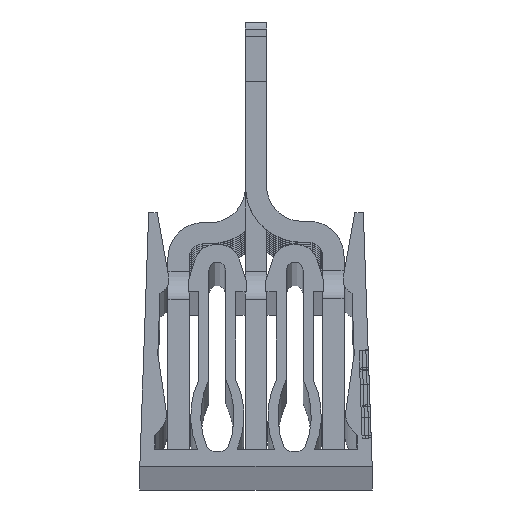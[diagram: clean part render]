
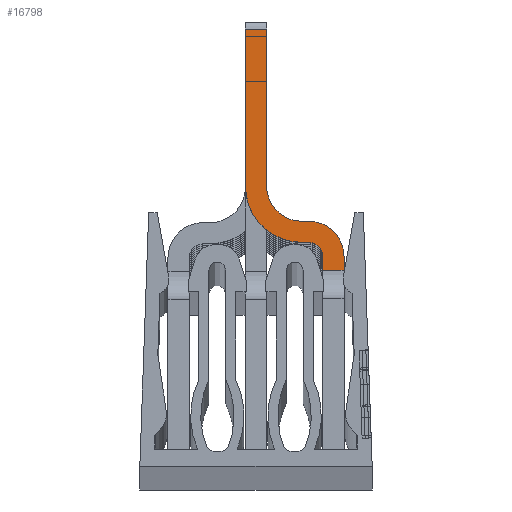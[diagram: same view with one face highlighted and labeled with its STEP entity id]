
A CAD part, top view. The second image highlights one B-rep face of the part: STEP entity #16798.
In plain terms, the highlighted planar face has unit normal (0, 0, 1).
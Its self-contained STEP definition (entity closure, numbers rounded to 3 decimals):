
#8471=DIRECTION('',(0.,1.,0.));
#8472=VECTOR('',#8471,0.993);
#8473=CARTESIAN_POINT('',(14.5,15.007,-2.));
#8474=LINE('',#8473,#8472);
#8981=DIRECTION('',(0.,-1.,0.));
#8982=VECTOR('',#8981,0.993);
#8983=CARTESIAN_POINT('',(13.,16.,-2.));
#8984=LINE('',#8983,#8982);
#9928=DIRECTION('',(1.,0.,0.));
#9929=VECTOR('',#9928,1.5);
#9930=CARTESIAN_POINT('',(13.,15.007,-2.));
#9931=LINE('',#9930,#9929);
#9935=CARTESIAN_POINT('',(11.5,21.,-2.));
#9936=DIRECTION('',(0.,0.,1.));
#9937=DIRECTION('',(-1.,0.,0.));
#9938=AXIS2_PLACEMENT_3D('',#9935,#9936,#9937);
#9943=CARTESIAN_POINT('',(12.,16.,-2.));
#9944=DIRECTION('',(0.,0.,-1.));
#9945=DIRECTION('',(0.,1.,0.));
#9946=AXIS2_PLACEMENT_3D('',#9943,#9944,#9945);
#9951=CARTESIAN_POINT('',(12.,16.,-2.));
#9952=DIRECTION('',(0.,0.,1.));
#9953=DIRECTION('',(1.,0.,0.));
#9954=AXIS2_PLACEMENT_3D('',#9951,#9952,#9953);
#9959=CARTESIAN_POINT('',(11.5,21.,-2.));
#9960=DIRECTION('',(0.,0.,-1.));
#9961=DIRECTION('',(0.,-1.,0.));
#9962=AXIS2_PLACEMENT_3D('',#9959,#9960,#9961);
#9974=DIRECTION('',(0.,1.,0.));
#9975=VECTOR('',#9974,11.15);
#9976=CARTESIAN_POINT('',(9.,21.,-2.));
#9977=LINE('',#9976,#9975);
#10102=DIRECTION('',(-1.,0.,0.));
#10103=VECTOR('',#10102,0.5);
#10104=CARTESIAN_POINT('',(12.,18.5,-2.));
#10105=LINE('',#10104,#10103);
#10179=DIRECTION('',(-1.,0.,0.));
#10180=VECTOR('',#10179,1.5);
#10181=CARTESIAN_POINT('',(9.,32.15,
-2.));
#10182=LINE('',#10181,#10180);
#10193=DIRECTION('',(0.,-1.,0.));
#10194=VECTOR('',#10193,11.15);
#10195=CARTESIAN_POINT('',(7.5,32.15,
-2.));
#10196=LINE('',#10195,#10194);
#10289=DIRECTION('',(1.,0.,0.));
#10290=VECTOR('',#10289,0.5);
#10291=CARTESIAN_POINT('',(11.5,17.,-2.));
#10292=LINE('',#10291,#10290);
#14275=CARTESIAN_POINT('',(14.5,15.007,-2.));
#14276=VERTEX_POINT('',#14275);
#14277=CARTESIAN_POINT('',(14.5,16.,-2.));
#14278=VERTEX_POINT('',#14277);
#14521=CARTESIAN_POINT('',(13.,16.,-2.));
#14522=VERTEX_POINT('',#14521);
#14523=CARTESIAN_POINT('',(13.,15.007,-2.));
#14524=VERTEX_POINT('',#14523);
#14655=CARTESIAN_POINT('',(9.,21.,-2.));
#14656=CARTESIAN_POINT('',(9.,32.15,
-2.));
#14657=VERTEX_POINT('',#14655);
#14658=VERTEX_POINT('',#14656);
#14659=CARTESIAN_POINT('',(11.5,18.5,-2.));
#14660=VERTEX_POINT('',#14659);
#14661=CARTESIAN_POINT('',(12.,18.5,-2.));
#14662=VERTEX_POINT('',#14661);
#14663=CARTESIAN_POINT('',(12.,17.,-2.));
#14664=VERTEX_POINT('',#14663);
#14665=CARTESIAN_POINT('',(11.5,17.,-2.));
#14666=VERTEX_POINT('',#14665);
#14667=CARTESIAN_POINT('',(7.5,21.,-2.));
#14668=VERTEX_POINT('',#14667);
#14669=CARTESIAN_POINT('',(7.5,32.15,
-2.));
#14670=VERTEX_POINT('',#14669);
#16770=CARTESIAN_POINT('',(16.5,15.007,-2.));
#16771=DIRECTION('',(0.,0.,1.));
#16772=DIRECTION('',(0.,1.,0.));
#16773=AXIS2_PLACEMENT_3D('',#16770,#16771,#16772);
#16774=PLANE('',#16773);
#16776=ORIENTED_EDGE('',*,*,#16775,.F.);
#16778=ORIENTED_EDGE('',*,*,#16777,.T.);
#16780=ORIENTED_EDGE('',*,*,#16779,.F.);
#16782=ORIENTED_EDGE('',*,*,#16781,.T.);
#16783=ORIENTED_EDGE('',*,*,#15377,.F.);
#16784=ORIENTED_EDGE('',*,*,#16758,.F.);
#16785=ORIENTED_EDGE('',*,*,#15686,.F.);
#16787=ORIENTED_EDGE('',*,*,#16786,.T.);
#16789=ORIENTED_EDGE('',*,*,#16788,.F.);
#16791=ORIENTED_EDGE('',*,*,#16790,.T.);
#16793=ORIENTED_EDGE('',*,*,#16792,.F.);
#16795=ORIENTED_EDGE('',*,*,#16794,.F.);
#16796=EDGE_LOOP('',(#16776,#16778,#16780,#16782,#16783,#16784,#16785,#16787,
#16789,#16791,#16793,#16795));
#16797=FACE_OUTER_BOUND('',#16796,.F.);
#9939=CIRCLE('',#9938,2.5);
#9947=CIRCLE('',#9946,2.5);
#9955=CIRCLE('',#9954,1.);
#9963=CIRCLE('',#9962,4.);
#15377=EDGE_CURVE('',#14276,#14278,#8474,.T.);
#15686=EDGE_CURVE('',#14522,#14524,#8984,.T.);
#16758=EDGE_CURVE('',#14524,#14276,#9931,.T.);
#16775=EDGE_CURVE('',#14657,#14658,#9977,.T.);
#16777=EDGE_CURVE('',#14657,#14660,#9939,.T.);
#16779=EDGE_CURVE('',#14662,#14660,#10105,.T.);
#16781=EDGE_CURVE('',#14662,#14278,#9947,.T.);
#16786=EDGE_CURVE('',#14522,#14664,#9955,.T.);
#16788=EDGE_CURVE('',#14666,#14664,#10292,.T.);
#16790=EDGE_CURVE('',#14666,#14668,#9963,.T.);
#16792=EDGE_CURVE('',#14670,#14668,#10196,.T.);
#16794=EDGE_CURVE('',#14658,#14670,#10182,.T.);
#16798=ADVANCED_FACE('',(#16797),#16774,.T.);
